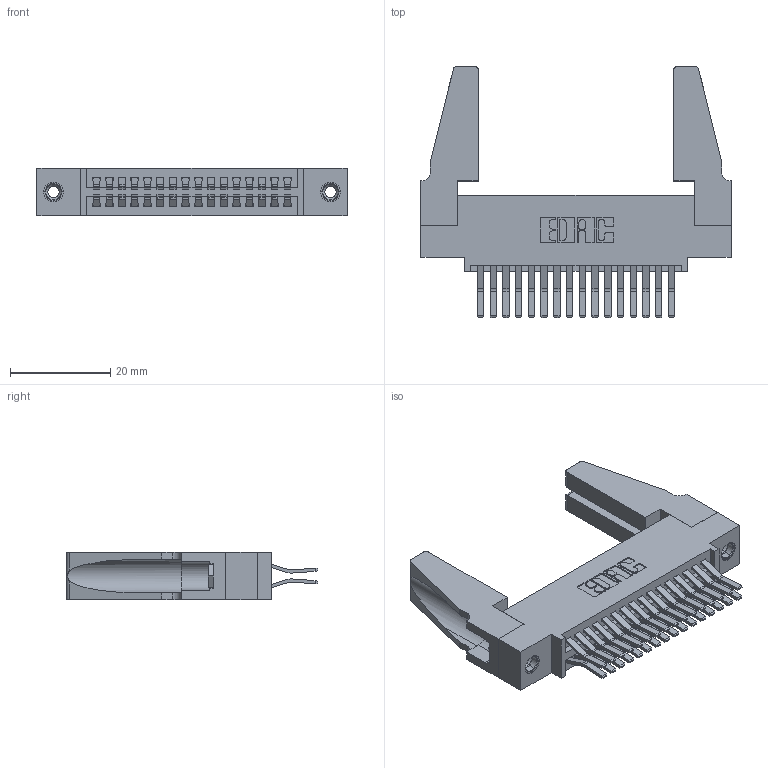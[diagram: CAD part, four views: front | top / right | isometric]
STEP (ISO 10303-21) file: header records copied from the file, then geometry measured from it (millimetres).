
FILE_DESCRIPTION (( 'STEP AP203' ), '1' );
FILE_NAME ('395-032-560-588.STEP', '2019-10-17T16:58:24', ( '' ), ( '' ), 'SwSTEP 2.0', 'SolidWorks 2016', '' );
FILE_SCHEMA (( 'CONFIG_CONTROL_DESIGN' ));
Length unit declared in the file: inch
Products named in the file (5): 345-292-001_560 Tail; 345-250-001_345-250-001-102; 345-220-078_345-220-088; 395-032-560-588; 345 Part_0.110 Offset - 0.156 Dia-TH
Assembly tree (37 placements, depth 2):
  395-032-560-588
    345 Part_0.110 Offset - 0.156 Dia-TH
    345-292-001_560 Tail  x32
    345-250-001_345-250-001-102  x2
    345-220-078_345-220-088  x2
Bounding box: 61.87 x 50.1 x 9.4 mm (x, y, z)
Volume: 9158 mm3; surface area: 11980.3 mm2
Topology: 37 solids, 37 shells, 1918 faces, 5627 edges, 3698 vertices
Faces by surface type: plane 1212, cylinder 690, cone 12, torus 4
Entity records: 18422 total; most frequent: CARTESIAN_POINT 3110, ORIENTED_EDGE 3004, DIRECTION 2782, EDGE_CURVE 1502, VECTOR 1260, LINE 1260, VERTEX_POINT 994, AXIS2_PLACEMENT_3D 761
